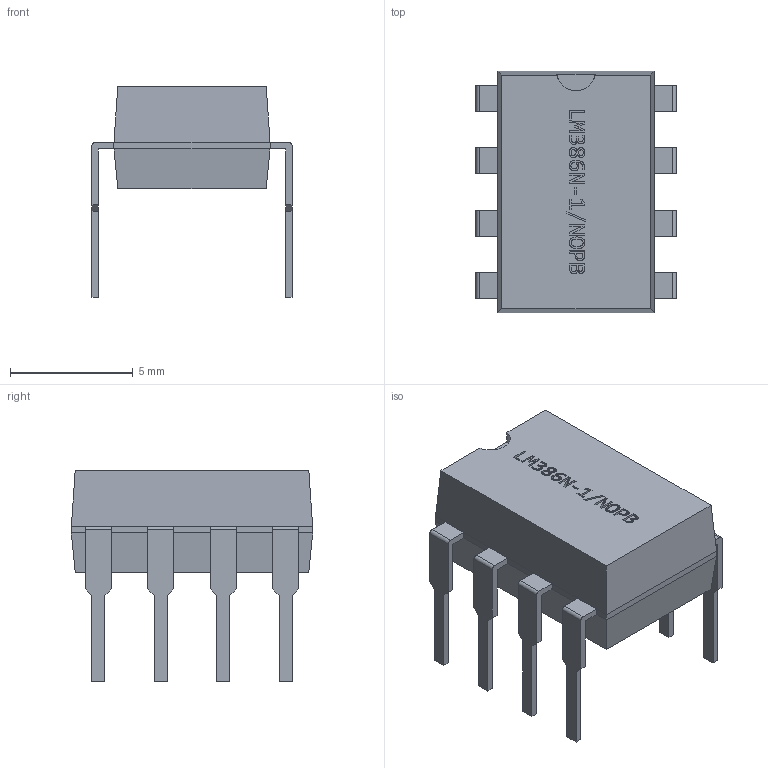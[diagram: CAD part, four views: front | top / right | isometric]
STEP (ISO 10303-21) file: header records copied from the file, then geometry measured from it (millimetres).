
FILE_DESCRIPTION(('FreeCAD Model'),'2;1');
FILE_NAME('236648.1.1.stp','2017-09-05T15:55:02',( 'Author'),(''),'Open CASCADE STEP processor 6.8','FreeCAD','Unknown' );
FILE_SCHEMA(('AUTOMOTIVE_DESIGN_CC2 { 1 2 10303 214 -1 1 5 4 }'));
Length unit declared in the file: millimetre
Products named in the file (3): ASSEMBLY; Body; PinsArrayLR
Assembly tree (2 placements, depth 2):
  ASSEMBLY
    Body
    PinsArrayLR
Bounding box: 8.14 x 9.82 x 8.58 mm (x, y, z)
Volume: 260.3 mm3; surface area: 386.6 mm2
Topology: 9 solids, 9 shells, 437 faces, 1189 edges, 790 vertices
Faces by surface type: plane 229, extrusion 199, cylinder 9
Entity records: 29503 total; most frequent: CARTESIAN_POINT 6853, DIRECTION 3460, VECTOR 2926, LINE 2727, ORIENTED_EDGE 2378, PCURVE 2378, DEFINITIONAL_REPRESENTATION 2378, EDGE_CURVE 1189
